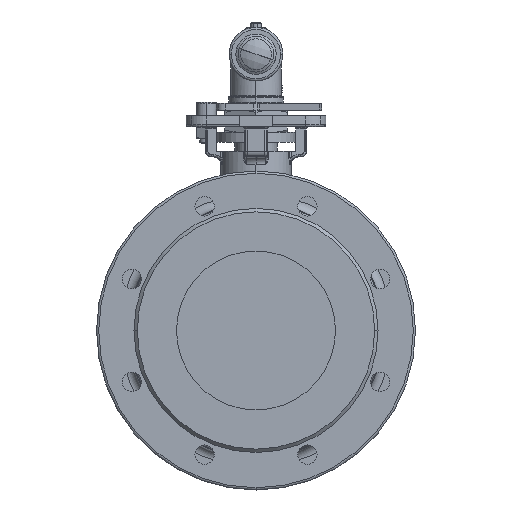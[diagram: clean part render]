
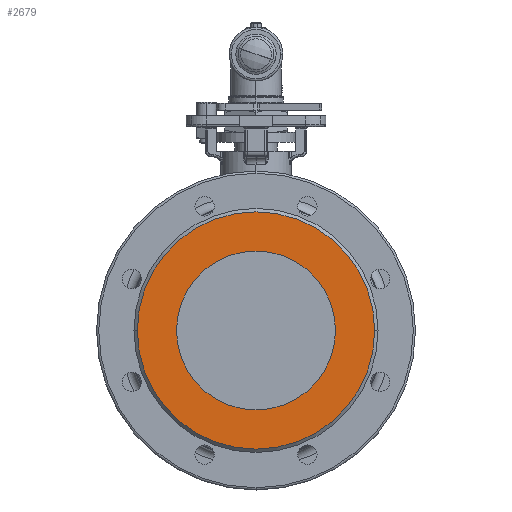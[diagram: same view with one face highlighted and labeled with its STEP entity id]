
A CAD part, left-side view. The second image highlights one B-rep face of the part: STEP entity #2679.
In plain terms, the highlighted planar face has unit normal (-1, 0, 0).
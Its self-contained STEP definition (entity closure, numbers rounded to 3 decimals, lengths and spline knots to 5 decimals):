
#2679 = ADVANCED_FACE ( 'NONE', ( #78101, #23581 ), #16321, .T. ) ;
#7022 = DIRECTION ( 'NONE',  ( 1., 0., 0. ) ) ;
#7207 = CARTESIAN_POINT ( 'NONE',  ( -0.1125, 0.106, 0. ) ) ;
#14943 = CARTESIAN_POINT ( 'NONE',  ( -0.1125, -0.071, 0. ) ) ;
#15316 = DIRECTION ( 'NONE',  ( 1., 0., 0. ) ) ;
#16321 = PLANE ( 'NONE',  #24493 ) ;
#16595 = ORIENTED_EDGE ( 'NONE', *, *, #87065, .T. ) ;
#18565 = VERTEX_POINT ( 'NONE', #7207 ) ;
#20091 = ORIENTED_EDGE ( 'NONE', *, *, #45053, .T. ) ;
#23581 = FACE_BOUND ( 'NONE', #90114, .T. ) ;
#24493 = AXIS2_PLACEMENT_3D ( 'NONE', #80162, #69797, #48467 ) ;
#29233 = DIRECTION ( 'NONE',  ( 0., 1., 0. ) ) ;
#29541 = AXIS2_PLACEMENT_3D ( 'NONE', #30751, #72268, #70211 ) ;
#30751 = CARTESIAN_POINT ( 'NONE',  ( -0.1125, 0., 0. ) ) ;
#33455 = CARTESIAN_POINT ( 'NONE',  ( -0.1125, 0., 0. ) ) ;
#36565 = AXIS2_PLACEMENT_3D ( 'NONE', #33455, #15316, #58339 ) ;
#40961 = VERTEX_POINT ( 'NONE', #48830 ) ;
#44714 = AXIS2_PLACEMENT_3D ( 'NONE', #71391, #7022, #55295 ) ;
#45053 = EDGE_CURVE ( 'NONE', #48235, #52967, #100681, .T. ) ;
#47094 = EDGE_CURVE ( 'NONE', #40961, #18565, #77636, .T. ) ;
#48055 = CIRCLE ( 'NONE', #44714, 0.106 ) ;
#48235 = VERTEX_POINT ( 'NONE', #14943 ) ;
#48467 = DIRECTION ( 'NONE',  ( 0., 0., 1. ) ) ;
#48830 = CARTESIAN_POINT ( 'NONE',  ( -0.1125, -0.106, 0. ) ) ;
#49082 = ORIENTED_EDGE ( 'NONE', *, *, #47094, .F. ) ;
#51821 = EDGE_CURVE ( 'NONE', #18565, #40961, #48055, .T. ) ;
#52967 = VERTEX_POINT ( 'NONE', #89039 ) ;
#55295 = DIRECTION ( 'NONE',  ( 0., 1., 0. ) ) ;
#58339 = DIRECTION ( 'NONE',  ( 0., 1., 0. ) ) ;
#61281 = EDGE_LOOP ( 'NONE', ( #66323, #49082 ) ) ;
#66323 = ORIENTED_EDGE ( 'NONE', *, *, #51821, .F. ) ;
#68685 = CARTESIAN_POINT ( 'NONE',  ( -0.1125, 0., 0. ) ) ;
#69797 = DIRECTION ( 'NONE',  ( -1., 0., 0. ) ) ;
#70211 = DIRECTION ( 'NONE',  ( 0., 1., 0. ) ) ;
#71391 = CARTESIAN_POINT ( 'NONE',  ( -0.1125, 0., 0. ) ) ;
#72268 = DIRECTION ( 'NONE',  ( 1., 0., 0. ) ) ;
#75865 = AXIS2_PLACEMENT_3D ( 'NONE', #68685, #100345, #29233 ) ;
#77636 = CIRCLE ( 'NONE', #29541, 0.106 ) ;
#78101 = FACE_OUTER_BOUND ( 'NONE', #61281, .T. ) ;
#80162 = CARTESIAN_POINT ( 'NONE',  ( -0.1125, 0.0885, 0. ) ) ;
#81340 = CIRCLE ( 'NONE', #36565, 0.071 ) ;
#87065 = EDGE_CURVE ( 'NONE', #52967, #48235, #81340, .T. ) ;
#89039 = CARTESIAN_POINT ( 'NONE',  ( -0.1125, 0.071, 0. ) ) ;
#90114 = EDGE_LOOP ( 'NONE', ( #16595, #20091 ) ) ;
#100345 = DIRECTION ( 'NONE',  ( 1., 0., 0. ) ) ;
#100681 = CIRCLE ( 'NONE', #75865, 0.071 ) ;
